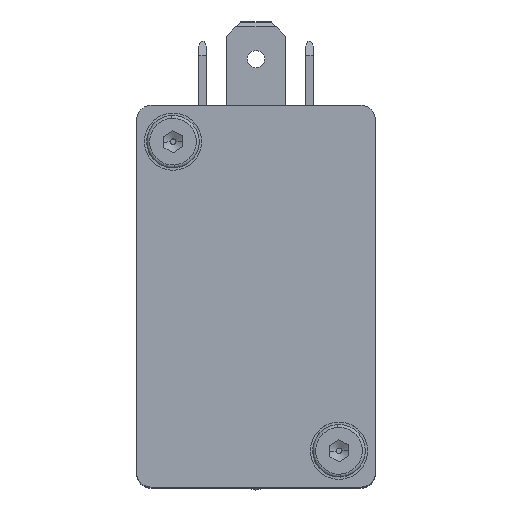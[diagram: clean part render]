
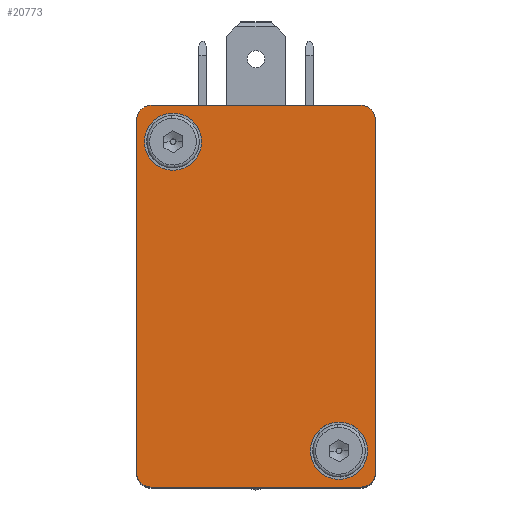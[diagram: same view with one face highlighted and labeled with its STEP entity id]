
A CAD part, top view. The second image highlights one B-rep face of the part: STEP entity #20773.
In plain terms, the highlighted face is planar.
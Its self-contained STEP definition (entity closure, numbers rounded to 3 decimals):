
#19223=CARTESIAN_POINT('',(7.2,6.75,15.2));
#19224=VERTEX_POINT('',#19223);
#19240=CARTESIAN_POINT('',(7.2,6.75,9.2));
#19241=VERTEX_POINT('',#19240);
#19248=CARTESIAN_POINT('',(7.2,6.75,12.2));
#19249=DIRECTION('',(0.0,-1.0,0.0));
#19250=DIRECTION('',(0.0,0.0,1.0));
#19251=AXIS2_PLACEMENT_3D('',#19248,#19249,#19250);
#19252=CIRCLE('',#19251,3.0);
#19253=EDGE_CURVE('',#19224,#19241,#19252,.T.);
#19265=CARTESIAN_POINT('',(-10.2,6.75,-17.2));
#19266=VERTEX_POINT('',#19265);
#19282=CARTESIAN_POINT('',(-10.2,6.75,-23.2));
#19283=VERTEX_POINT('',#19282);
#19290=CARTESIAN_POINT('',(-10.2,6.75,-20.2));
#19291=DIRECTION('',(0.0,-1.0,0.0));
#19292=DIRECTION('',(0.0,0.0,1.0));
#19293=AXIS2_PLACEMENT_3D('',#19290,#19291,#19292);
#19294=CIRCLE('',#19293,3.0);
#19295=EDGE_CURVE('',#19266,#19283,#19294,.T.);
#19307=CARTESIAN_POINT('',(-13.561,6.75,15.561));
#19308=VERTEX_POINT('',#19307);
#19324=CARTESIAN_POINT('',(-12.5,6.75,16.));
#19325=VERTEX_POINT('',#19324);
#19332=CARTESIAN_POINT('',(-12.5,6.75,14.5));
#19333=DIRECTION('',(0.0,-1.,0.0));
#19334=DIRECTION('',(-0.707,0.0,0.707));
#19335=AXIS2_PLACEMENT_3D('',#19332,#19333,#19334);
#19336=CIRCLE('',#19335,1.5);
#19337=EDGE_CURVE('',#19325,#19308,#19336,.T.);
#19349=CARTESIAN_POINT('',(-13.561,6.75,-23.561));
#19350=VERTEX_POINT('',#19349);
#19366=CARTESIAN_POINT('',(-14.0,6.75,-22.5));
#19367=VERTEX_POINT('',#19366);
#19374=CARTESIAN_POINT('',(-12.5,6.75,-22.5));
#19375=DIRECTION('',(0.0,-1.,0.0));
#19376=DIRECTION('',(-0.707,0.0,-0.707));
#19377=AXIS2_PLACEMENT_3D('',#19374,#19375,#19376);
#19378=CIRCLE('',#19377,1.5);
#19379=EDGE_CURVE('',#19367,#19350,#19378,.T.);
#19391=CARTESIAN_POINT('',(10.561,6.75,-23.561));
#19392=VERTEX_POINT('',#19391);
#19408=CARTESIAN_POINT('',(9.5,6.75,-24.0));
#19409=VERTEX_POINT('',#19408);
#19416=CARTESIAN_POINT('',(9.5,6.75,-22.5));
#19417=DIRECTION('',(0.0,-1.,0.0));
#19418=DIRECTION('',(0.707,0.0,-0.707));
#19419=AXIS2_PLACEMENT_3D('',#19416,#19417,#19418);
#19420=CIRCLE('',#19419,1.5);
#19421=EDGE_CURVE('',#19409,#19392,#19420,.T.);
#19433=CARTESIAN_POINT('',(10.561,6.75,15.561));
#19434=VERTEX_POINT('',#19433);
#19450=CARTESIAN_POINT('',(11.0,6.75,14.5));
#19451=VERTEX_POINT('',#19450);
#19458=CARTESIAN_POINT('',(9.5,6.75,14.5));
#19459=DIRECTION('',(0.0,-1.,0.0));
#19460=DIRECTION('',(0.707,0.0,0.707));
#19461=AXIS2_PLACEMENT_3D('',#19458,#19459,#19460);
#19462=CIRCLE('',#19461,1.5);
#19463=EDGE_CURVE('',#19451,#19434,#19462,.T.);
#20646=CARTESIAN_POINT('',(9.5,6.75,16.));
#20647=VERTEX_POINT('',#20646);
#20648=CARTESIAN_POINT('',(9.5,6.75,14.5));
#20649=DIRECTION('',(0.0,-1.,0.0));
#20650=DIRECTION('',(0.707,0.0,0.707));
#20651=AXIS2_PLACEMENT_3D('',#20648,#20649,#20650);
#20652=CIRCLE('',#20651,1.5);
#20653=EDGE_CURVE('',#19434,#20647,#20652,.T.);
#20679=CARTESIAN_POINT('',(9.5,6.75,16.));
#20680=DIRECTION('',(-1.0,0.0,0.0));
#20681=VECTOR('',#20680,22.0);
#20682=LINE('',#20679,#20681);
#20683=EDGE_CURVE('',#20647,#19325,#20682,.T.);
#20695=CARTESIAN_POINT('',(0.,6.75,0.));
#20696=DIRECTION('',(0.0,1.0,0.0));
#20697=DIRECTION('',(0.0,0.0,1.0));
#20698=AXIS2_PLACEMENT_3D('',#20695,#20696,#20697);
#20699=PLANE('',#20698);
#20700=ORIENTED_EDGE('',*,*,#19463,.F.);
#20701=CARTESIAN_POINT('',(11.0,6.75,-22.5));
#20702=VERTEX_POINT('',#20701);
#20703=CARTESIAN_POINT('',(11.0,6.75,-22.5));
#20704=DIRECTION('',(0.0,0.0,1.0));
#20705=VECTOR('',#20704,37.0);
#20706=LINE('',#20703,#20705);
#20707=EDGE_CURVE('',#20702,#19451,#20706,.T.);
#20708=ORIENTED_EDGE('',*,*,#20707,.F.);
#20709=CARTESIAN_POINT('',(9.5,6.75,-22.5));
#20710=DIRECTION('',(0.0,-1.,0.0));
#20711=DIRECTION('',(0.707,0.0,-0.707));
#20712=AXIS2_PLACEMENT_3D('',#20709,#20710,#20711);
#20713=CIRCLE('',#20712,1.5);
#20714=EDGE_CURVE('',#19392,#20702,#20713,.T.);
#20715=ORIENTED_EDGE('',*,*,#20714,.F.);
#20716=ORIENTED_EDGE('',*,*,#19421,.F.);
#20717=CARTESIAN_POINT('',(-12.5,6.75,-24.0));
#20718=VERTEX_POINT('',#20717);
#20719=CARTESIAN_POINT('',(-12.5,6.75,-24.0));
#20720=DIRECTION('',(1.0,0.0,0.0));
#20721=VECTOR('',#20720,22.0);
#20722=LINE('',#20719,#20721);
#20723=EDGE_CURVE('',#20718,#19409,#20722,.T.);
#20724=ORIENTED_EDGE('',*,*,#20723,.F.);
#20725=CARTESIAN_POINT('',(-12.5,6.75,-22.5));
#20726=DIRECTION('',(0.0,-1.,0.0));
#20727=DIRECTION('',(-0.707,0.0,-0.707));
#20728=AXIS2_PLACEMENT_3D('',#20725,#20726,#20727);
#20729=CIRCLE('',#20728,1.5);
#20730=EDGE_CURVE('',#19350,#20718,#20729,.T.);
#20731=ORIENTED_EDGE('',*,*,#20730,.F.);
#20732=ORIENTED_EDGE('',*,*,#19379,.F.);
#20733=CARTESIAN_POINT('',(-14.0,6.75,14.5));
#20734=VERTEX_POINT('',#20733);
#20735=CARTESIAN_POINT('',(-14.0,6.75,14.5));
#20736=DIRECTION('',(0.0,0.0,-1.0));
#20737=VECTOR('',#20736,37.0);
#20738=LINE('',#20735,#20737);
#20739=EDGE_CURVE('',#20734,#19367,#20738,.T.);
#20740=ORIENTED_EDGE('',*,*,#20739,.F.);
#20741=CARTESIAN_POINT('',(-12.5,6.75,14.5));
#20742=DIRECTION('',(0.0,-1.,0.0));
#20743=DIRECTION('',(-0.707,0.0,0.707));
#20744=AXIS2_PLACEMENT_3D('',#20741,#20742,#20743);
#20745=CIRCLE('',#20744,1.5);
#20746=EDGE_CURVE('',#19308,#20734,#20745,.T.);
#20747=ORIENTED_EDGE('',*,*,#20746,.F.);
#20748=ORIENTED_EDGE('',*,*,#19337,.F.);
#20749=ORIENTED_EDGE('',*,*,#20683,.F.);
#20750=ORIENTED_EDGE('',*,*,#20653,.F.);
#20751=EDGE_LOOP('',(#20700,#20708,#20715,#20716,#20724,#20731,#20732,#20740,#20747,#20748,#20749,#20750));
#20752=FACE_OUTER_BOUND('',#20751,.T.);
#20753=ORIENTED_EDGE('',*,*,#19295,.T.);
#20754=CARTESIAN_POINT('',(-10.2,6.75,-20.2));
#20755=DIRECTION('',(0.0,-1.0,0.0));
#20756=DIRECTION('',(0.0,0.0,1.0));
#20757=AXIS2_PLACEMENT_3D('',#20754,#20755,#20756);
#20758=CIRCLE('',#20757,3.0);
#20759=EDGE_CURVE('',#19283,#19266,#20758,.T.);
#20760=ORIENTED_EDGE('',*,*,#20759,.T.);
#20761=EDGE_LOOP('',(#20753,#20760));
#20762=FACE_BOUND('',#20761,.T.);
#20763=ORIENTED_EDGE('',*,*,#19253,.T.);
#20764=CARTESIAN_POINT('',(7.2,6.75,12.2));
#20765=DIRECTION('',(0.0,-1.0,0.0));
#20766=DIRECTION('',(0.0,0.0,1.0));
#20767=AXIS2_PLACEMENT_3D('',#20764,#20765,#20766);
#20768=CIRCLE('',#20767,3.0);
#20769=EDGE_CURVE('',#19241,#19224,#20768,.T.);
#20770=ORIENTED_EDGE('',*,*,#20769,.T.);
#20771=EDGE_LOOP('',(#20763,#20770));
#20772=FACE_BOUND('',#20771,.T.);
#20773=ADVANCED_FACE('',(#20752,#20762,#20772),#20699,.T.);
